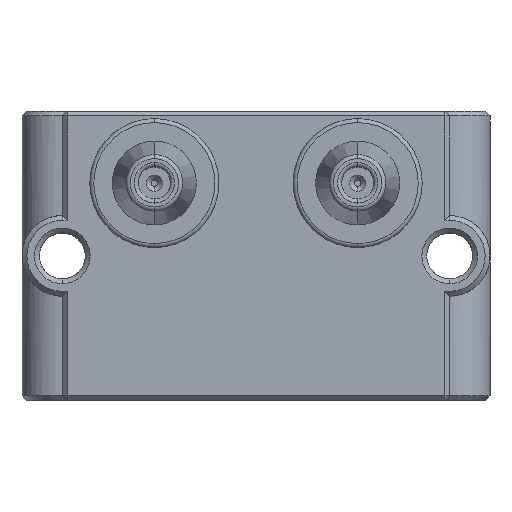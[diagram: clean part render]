
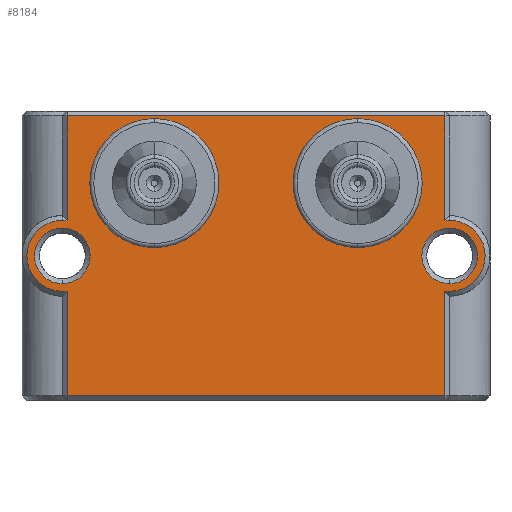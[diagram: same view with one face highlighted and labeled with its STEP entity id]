
A CAD part, top view. The second image highlights one B-rep face of the part: STEP entity #8184.
In plain terms, the highlighted planar face has unit normal (0, 0, 1).
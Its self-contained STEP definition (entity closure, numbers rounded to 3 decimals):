
#992 = EDGE_CURVE('',#993,#995,#997,.T.);
#993 = VERTEX_POINT('',#994);
#994 = CARTESIAN_POINT('',(-11.95,-2.175,10.75));
#995 = VERTEX_POINT('',#996);
#996 = CARTESIAN_POINT('',(-11.65,-2.154,10.75));
#997 = CIRCLE('',#998,2.2);
#998 = AXIS2_PLACEMENT_3D('',#999,#1000,#1001);
#999 = CARTESIAN_POINT('',(-11.95,0.025,10.75));
#1000 = DIRECTION('',(0.,0.,1.));
#1001 = DIRECTION('',(0.,1.,0.));
#1027 = EDGE_CURVE('',#1028,#993,#1030,.T.);
#1028 = VERTEX_POINT('',#1029);
#1029 = CARTESIAN_POINT('',(-11.95,2.225,10.75));
#1030 = CIRCLE('',#1031,2.2);
#1031 = AXIS2_PLACEMENT_3D('',#1032,#1033,#1034);
#1032 = CARTESIAN_POINT('',(-11.95,0.025,10.75));
#1033 = DIRECTION('',(0.,0.,1.));
#1034 = DIRECTION('',(0.,1.,0.));
#1059 = EDGE_CURVE('',#1060,#1062,#1064,.T.);
#1060 = VERTEX_POINT('',#1061);
#1061 = CARTESIAN_POINT('',(12.05,-2.175,10.75));
#1062 = VERTEX_POINT('',#1063);
#1063 = CARTESIAN_POINT('',(12.05,2.225,10.75));
#1064 = CIRCLE('',#1065,2.2);
#1065 = AXIS2_PLACEMENT_3D('',#1066,#1067,#1068);
#1066 = CARTESIAN_POINT('',(12.05,0.025,10.75));
#1067 = DIRECTION('',(0.,0.,1.));
#1068 = DIRECTION('',(0.,1.,0.));
#1101 = EDGE_CURVE('',#1062,#1102,#1104,.T.);
#1102 = VERTEX_POINT('',#1103);
#1103 = CARTESIAN_POINT('',(11.75,2.204,10.75));
#1104 = CIRCLE('',#1105,2.2);
#1105 = AXIS2_PLACEMENT_3D('',#1106,#1107,#1108);
#1106 = CARTESIAN_POINT('',(12.05,0.025,10.75));
#1107 = DIRECTION('',(0.,0.,1.));
#1108 = DIRECTION('',(0.,1.,0.));
#1172 = VERTEX_POINT('',#1173);
#1173 = CARTESIAN_POINT('',(12.05,-1.7,10.75));
#1179 = EDGE_CURVE('',#1172,#1180,#1182,.T.);
#1180 = VERTEX_POINT('',#1181);
#1181 = CARTESIAN_POINT('',(12.05,1.75,10.75));
#1182 = CIRCLE('',#1183,1.725);
#1183 = AXIS2_PLACEMENT_3D('',#1184,#1185,#1186);
#1184 = CARTESIAN_POINT('',(12.05,0.025,10.75));
#1185 = DIRECTION('',(0.,0.,-1.));
#1186 = DIRECTION('',(0.,1.,0.));
#1214 = VERTEX_POINT('',#1215);
#1215 = CARTESIAN_POINT('',(-11.95,-1.7,10.75));
#1221 = EDGE_CURVE('',#1214,#1222,#1224,.T.);
#1222 = VERTEX_POINT('',#1223);
#1223 = CARTESIAN_POINT('',(-11.95,1.75,10.75));
#1224 = CIRCLE('',#1225,1.725);
#1225 = AXIS2_PLACEMENT_3D('',#1226,#1227,#1228);
#1226 = CARTESIAN_POINT('',(-11.95,0.025,10.75));
#1227 = DIRECTION('',(0.,0.,-1.));
#1228 = DIRECTION('',(0.,1.,0.));
#1422 = VERTEX_POINT('',#1423);
#1423 = CARTESIAN_POINT('',(-6.25,7.025,10.75));
#1442 = VERTEX_POINT('',#1443);
#1443 = CARTESIAN_POINT('',(-6.25,2.025,10.75));
#1450 = EDGE_CURVE('',#1442,#1422,#1451,.T.);
#1451 = CIRCLE('',#1452,2.5);
#1452 = AXIS2_PLACEMENT_3D('',#1453,#1454,#1455);
#1453 = CARTESIAN_POINT('',(-6.25,4.525,10.75));
#1454 = DIRECTION('',(0.,0.,-1.));
#1455 = DIRECTION('',(0.,1.,0.));
#1964 = VERTEX_POINT('',#1965);
#1965 = CARTESIAN_POINT('',(6.35,7.025,10.75));
#1984 = VERTEX_POINT('',#1985);
#1985 = CARTESIAN_POINT('',(6.35,2.025,10.75));
#1992 = EDGE_CURVE('',#1984,#1964,#1993,.T.);
#1993 = CIRCLE('',#1994,2.5);
#1994 = AXIS2_PLACEMENT_3D('',#1995,#1996,#1997);
#1995 = CARTESIAN_POINT('',(6.35,4.525,10.75));
#1996 = DIRECTION('',(0.,0.,-1.));
#1997 = DIRECTION('',(0.,1.,0.));
#8184 = ADVANCED_FACE('',(#8185,#8195,#8205,#8215,#8225),#8293,.F.);
#8185 = FACE_BOUND('',#8186,.T.);
#8186 = EDGE_LOOP('',(#8187,#8194));
#8187 = ORIENTED_EDGE('',*,*,#8188,.T.);
#8188 = EDGE_CURVE('',#1964,#1984,#8189,.T.);
#8189 = CIRCLE('',#8190,2.5);
#8190 = AXIS2_PLACEMENT_3D('',#8191,#8192,#8193);
#8191 = CARTESIAN_POINT('',(6.35,4.525,10.75));
#8192 = DIRECTION('',(0.,0.,-1.));
#8193 = DIRECTION('',(0.,1.,0.));
#8194 = ORIENTED_EDGE('',*,*,#1992,.T.);
#8195 = FACE_BOUND('',#8196,.T.);
#8196 = EDGE_LOOP('',(#8197,#8204));
#8197 = ORIENTED_EDGE('',*,*,#8198,.T.);
#8198 = EDGE_CURVE('',#1422,#1442,#8199,.T.);
#8199 = CIRCLE('',#8200,2.5);
#8200 = AXIS2_PLACEMENT_3D('',#8201,#8202,#8203);
#8201 = CARTESIAN_POINT('',(-6.25,4.525,10.75));
#8202 = DIRECTION('',(0.,0.,-1.));
#8203 = DIRECTION('',(0.,1.,0.));
#8204 = ORIENTED_EDGE('',*,*,#1450,.T.);
#8205 = FACE_BOUND('',#8206,.T.);
#8206 = EDGE_LOOP('',(#8207,#8208));
#8207 = ORIENTED_EDGE('',*,*,#1221,.T.);
#8208 = ORIENTED_EDGE('',*,*,#8209,.T.);
#8209 = EDGE_CURVE('',#1222,#1214,#8210,.T.);
#8210 = CIRCLE('',#8211,1.725);
#8211 = AXIS2_PLACEMENT_3D('',#8212,#8213,#8214);
#8212 = CARTESIAN_POINT('',(-11.95,0.025,10.75));
#8213 = DIRECTION('',(0.,0.,-1.));
#8214 = DIRECTION('',(0.,1.,0.));
#8215 = FACE_BOUND('',#8216,.T.);
#8216 = EDGE_LOOP('',(#8217,#8218));
#8217 = ORIENTED_EDGE('',*,*,#1179,.T.);
#8218 = ORIENTED_EDGE('',*,*,#8219,.T.);
#8219 = EDGE_CURVE('',#1180,#1172,#8220,.T.);
#8220 = CIRCLE('',#8221,1.725);
#8221 = AXIS2_PLACEMENT_3D('',#8222,#8223,#8224);
#8222 = CARTESIAN_POINT('',(12.05,0.025,10.75));
#8223 = DIRECTION('',(0.,0.,-1.));
#8224 = DIRECTION('',(0.,1.,0.));
#8225 = FACE_BOUND('',#8226,.T.);
#8226 = EDGE_LOOP('',(#8227,#8236,#8237,#8238,#8246,#8254,#8262,#8269,
    #8270,#8271,#8279,#8287));
#8227 = ORIENTED_EDGE('',*,*,#8228,.T.);
#8228 = EDGE_CURVE('',#8229,#1060,#8231,.T.);
#8229 = VERTEX_POINT('',#8230);
#8230 = CARTESIAN_POINT('',(11.75,-2.154,10.75));
#8231 = CIRCLE('',#8232,2.2);
#8232 = AXIS2_PLACEMENT_3D('',#8233,#8234,#8235);
#8233 = CARTESIAN_POINT('',(12.05,0.025,10.75));
#8234 = DIRECTION('',(0.,0.,1.));
#8235 = DIRECTION('',(0.,1.,0.));
#8236 = ORIENTED_EDGE('',*,*,#1059,.T.);
#8237 = ORIENTED_EDGE('',*,*,#1101,.T.);
#8238 = ORIENTED_EDGE('',*,*,#8239,.T.);
#8239 = EDGE_CURVE('',#1102,#8240,#8242,.T.);
#8240 = VERTEX_POINT('',#8241);
#8241 = CARTESIAN_POINT('',(11.75,8.7,10.75));
#8242 = LINE('',#8243,#8244);
#8243 = CARTESIAN_POINT('',(11.75,0.025,10.75));
#8244 = VECTOR('',#8245,1.);
#8245 = DIRECTION('',(0.,1.,0.));
#8246 = ORIENTED_EDGE('',*,*,#8247,.T.);
#8247 = EDGE_CURVE('',#8240,#8248,#8250,.T.);
#8248 = VERTEX_POINT('',#8249);
#8249 = CARTESIAN_POINT('',(-11.65,8.7,10.75));
#8250 = LINE('',#8251,#8252);
#8251 = CARTESIAN_POINT('',(-11.95,8.7,10.75));
#8252 = VECTOR('',#8253,1.);
#8253 = DIRECTION('',(-1.,0.,0.));
#8254 = ORIENTED_EDGE('',*,*,#8255,.T.);
#8255 = EDGE_CURVE('',#8248,#8256,#8258,.T.);
#8256 = VERTEX_POINT('',#8257);
#8257 = CARTESIAN_POINT('',(-11.65,2.204,10.75));
#8258 = LINE('',#8259,#8260);
#8259 = CARTESIAN_POINT('',(-11.65,0.025,10.75));
#8260 = VECTOR('',#8261,1.);
#8261 = DIRECTION('',(0.,-1.,0.));
#8262 = ORIENTED_EDGE('',*,*,#8263,.T.);
#8263 = EDGE_CURVE('',#8256,#1028,#8264,.T.);
#8264 = CIRCLE('',#8265,2.2);
#8265 = AXIS2_PLACEMENT_3D('',#8266,#8267,#8268);
#8266 = CARTESIAN_POINT('',(-11.95,0.025,10.75));
#8267 = DIRECTION('',(0.,0.,1.));
#8268 = DIRECTION('',(0.,1.,0.));
#8269 = ORIENTED_EDGE('',*,*,#1027,.T.);
#8270 = ORIENTED_EDGE('',*,*,#992,.T.);
#8271 = ORIENTED_EDGE('',*,*,#8272,.T.);
#8272 = EDGE_CURVE('',#995,#8273,#8275,.T.);
#8273 = VERTEX_POINT('',#8274);
#8274 = CARTESIAN_POINT('',(-11.65,-8.65,10.75));
#8275 = LINE('',#8276,#8277);
#8276 = CARTESIAN_POINT('',(-11.65,0.025,10.75));
#8277 = VECTOR('',#8278,1.);
#8278 = DIRECTION('',(0.,-1.,0.));
#8279 = ORIENTED_EDGE('',*,*,#8280,.T.);
#8280 = EDGE_CURVE('',#8273,#8281,#8283,.T.);
#8281 = VERTEX_POINT('',#8282);
#8282 = CARTESIAN_POINT('',(11.75,-8.65,10.75));
#8283 = LINE('',#8284,#8285);
#8284 = CARTESIAN_POINT('',(-11.95,-8.65,10.75));
#8285 = VECTOR('',#8286,1.);
#8286 = DIRECTION('',(1.,0.,0.));
#8287 = ORIENTED_EDGE('',*,*,#8288,.T.);
#8288 = EDGE_CURVE('',#8281,#8229,#8289,.T.);
#8289 = LINE('',#8290,#8291);
#8290 = CARTESIAN_POINT('',(11.75,0.025,10.75));
#8291 = VECTOR('',#8292,1.);
#8292 = DIRECTION('',(0.,1.,0.));
#8293 = PLANE('',#8294);
#8294 = AXIS2_PLACEMENT_3D('',#8295,#8296,#8297);
#8295 = CARTESIAN_POINT('',(-11.95,0.025,10.75));
#8296 = DIRECTION('',(0.,0.,-1.));
#8297 = DIRECTION('',(0.,1.,0.));
